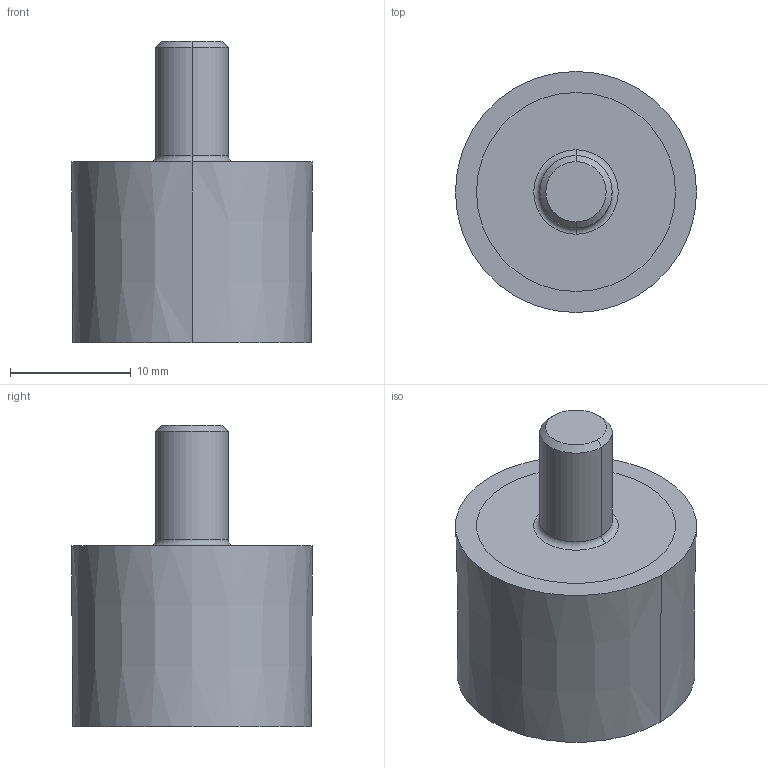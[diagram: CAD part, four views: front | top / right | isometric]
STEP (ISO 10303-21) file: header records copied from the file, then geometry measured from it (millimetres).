
FILE_DESCRIPTION (( 'STEP AP214' ), '1' );
FILE_NAME ('051dc551520mm0610.STEP', '2014-08-18T06:47:41', ( '' ), ( '' ), 'SwSTEP 2.0', 'SolidWorks 2014', '' );
FILE_SCHEMA (( 'AUTOMOTIVE_DESIGN' ));
Length unit declared in the file: millimetre
Products named in the file (3): 051dc551520mm0610; 051dc551520mm0610R01; Part3^051dc551520mm0610
Assembly tree (2 placements, depth 2):
  051dc551520mm0610
    051dc551520mm0610R01
    Part3^051dc551520mm0610
Bounding box: 20 x 20 x 25 mm (x, y, z)
Volume: 4932.5 mm3; surface area: 2390.9 mm2
Topology: 2 solids, 2 shells, 18 faces, 32 edges, 20 vertices
Faces by surface type: cylinder 6, plane 6, cone 4, torus 2
Entity records: 578 total; most frequent: DIRECTION 100, CARTESIAN_POINT 75, ORIENTED_EDGE 64, AXIS2_PLACEMENT_3D 45, EDGE_CURVE 32, CIRCLE 22, EDGE_LOOP 20, VERTEX_POINT 20
